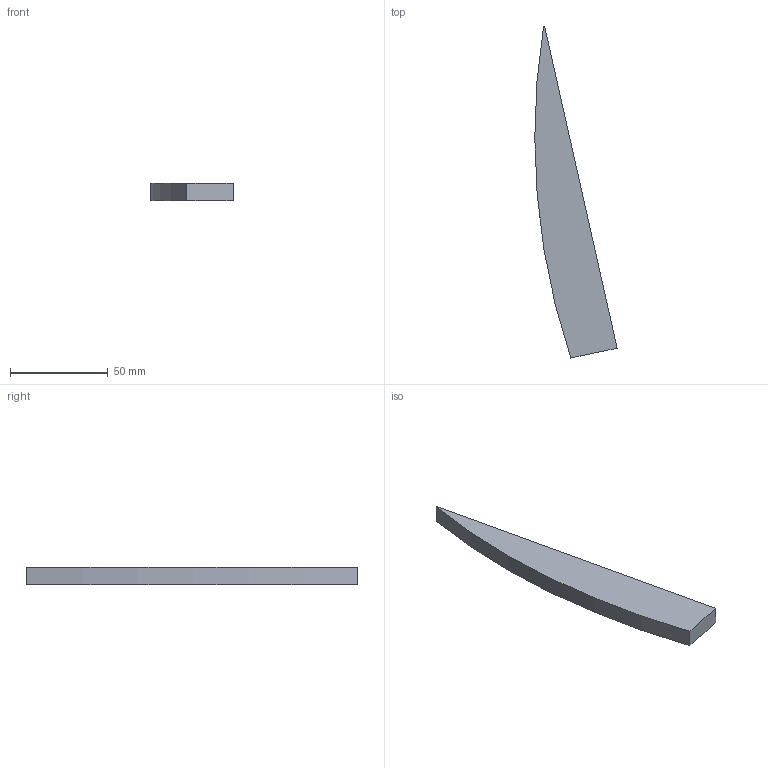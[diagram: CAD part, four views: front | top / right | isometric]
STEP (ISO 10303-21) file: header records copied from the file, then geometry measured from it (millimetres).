
FILE_DESCRIPTION((''),'2;1');
FILE_NAME('6080-134 FieldCageTerminationPlate-4.stp','2008-02-21T14:51:58',('mds'),(''),'Autodesk Inventor 11','Autodesk Inventor 11','');
FILE_SCHEMA(('AUTOMOTIVE_DESIGN { 1 0 10303 214 1 1 1 1 }'));
Length unit declared in the file: millimetre
Products named in the file (1): 6080-134 FieldCageTerminationPlate-4
Bounding box: 42.18 x 169.81 x 9 mm (x, y, z)
Volume: 29130 mm3; surface area: 10110.7 mm2
Topology: 1 solids, 1 shells, 12 faces, 27 edges, 17 vertices
Faces by surface type: cylinder 6, cone 3, plane 3
Full cylindrical faces by diameter (mm): 4.134 x3
Entity records: 305 total; most frequent: DIRECTION 56, CARTESIAN_POINT 45, ORIENTED_EDGE 36, AXIS2_PLACEMENT_3D 25, EDGE_CURVE 18, EDGE_LOOP 18, VERTEX_POINT 14, CIRCLE 12
